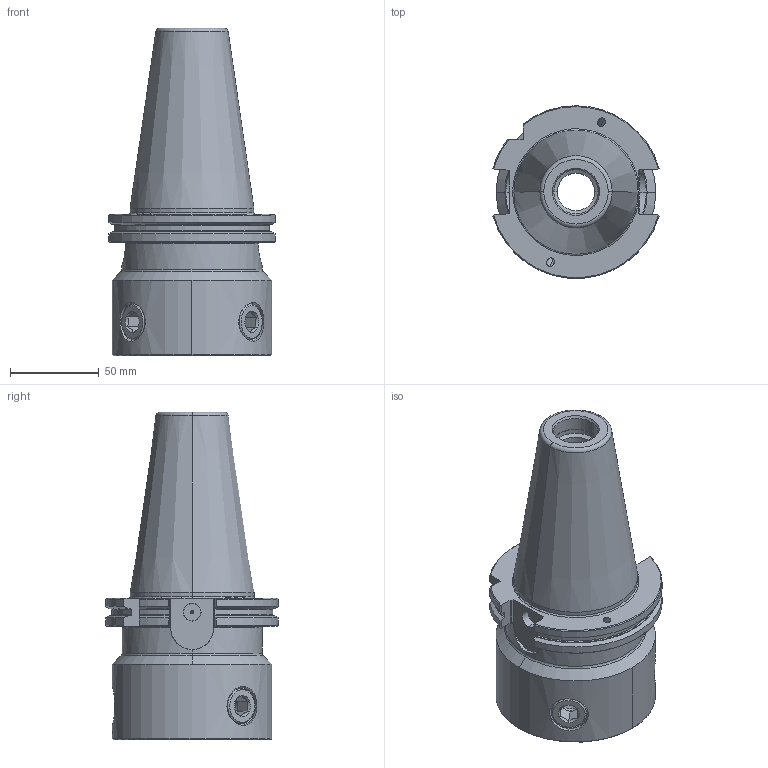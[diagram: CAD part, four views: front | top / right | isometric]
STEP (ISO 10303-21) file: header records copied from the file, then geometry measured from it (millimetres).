
FILE_DESCRIPTION(('no description'),'unknown implementation level');
FILE_NAME('EC97462A-BB28-4928-95D3-8D0C26061106_export.stp',' ',('CIMSOURCE GmbH'),('CADClick - KiM GmbH - www.kimweb.de'),'unknown preprocess','ACIS','unknown authorization');
FILE_SCHEMA(('automotive_design'));
Length unit declared in the file: millimetre
Products named in the file (4): 323.766N Kaiser SK50VBD X CKN7 X 160|690.437 Kaiser ETL M20 X 29 CK7_Standard;NONE; 323.766N Kaiser SK50VBD X CKN7 X 160|323.766N Kaiser SK50 VBD X CKN7 X 160_Standard;NONE
Bounding box: 93.59 x 97.27 x 184.6 mm (x, y, z)
Volume: 570085.2 mm3; surface area: 84523.6 mm2
Topology: 4 solids, 4 shells, 298 faces, 733 edges, 444 vertices
Faces by surface type: cylinder 99, plane 99, cone 82, torus 18
Entity records: 18159 total; most frequent: CARTESIAN_POINT 2921, DIRECTION 1473, STYLED_ITEM 1469, PRESENTATION_STYLE_ASSIGNMENT 1469, COLOUR_RGB 1469, ORIENTED_EDGE 1446, EDGE_CURVE 723, CURVE_STYLE 723
